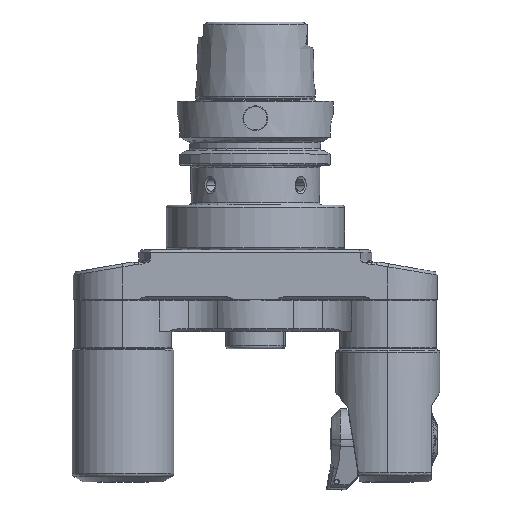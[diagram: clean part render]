
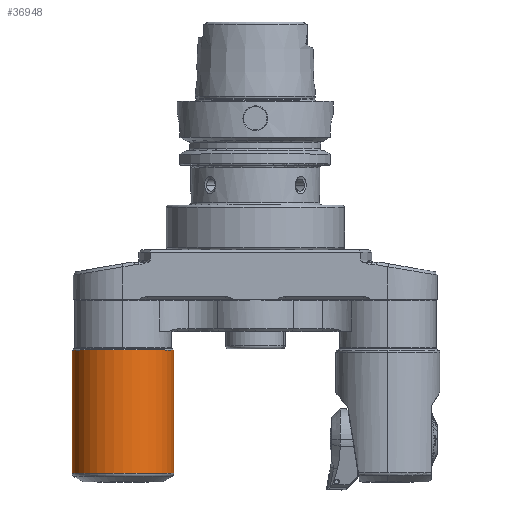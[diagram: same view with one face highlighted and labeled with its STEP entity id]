
A CAD part, top view. The second image highlights one B-rep face of the part: STEP entity #36948.
In plain terms, the highlighted cylindrical face has radius 20.5 mm (diameter 41 mm), a partial arc.
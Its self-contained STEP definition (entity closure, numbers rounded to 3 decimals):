
#1183 = VERTEX_POINT ( 'NONE', #44803 ) ;
#1820 = DIRECTION ( 'NONE',  ( -1., 0., 0. ) ) ;
#3504 = DIRECTION ( 'NONE',  ( -1., 0., 0. ) ) ;
#3543 = VERTEX_POINT ( 'NONE', #40121 ) ;
#5502 = CARTESIAN_POINT ( 'NONE',  ( 50.286, 0., 0. ) ) ;
#5798 = LINE ( 'NONE', #11618, #51119 ) ;
#9320 = EDGE_CURVE ( 'NONE', #3543, #11433, #54426, .T. ) ;
#9596 = DIRECTION ( 'NONE',  ( 0., 0., 1. ) ) ;
#9940 = ORIENTED_EDGE ( 'NONE', *, *, #47476, .F. ) ;
#11312 = AXIS2_PLACEMENT_3D ( 'NONE', #40022, #13783, #44447 ) ;
#11433 = VERTEX_POINT ( 'NONE', #50598 ) ;
#11618 = CARTESIAN_POINT ( 'NONE',  ( -24., 0., 20.5 ) ) ;
#12218 = CIRCLE ( 'NONE', #11312, 20.5 ) ;
#13783 = DIRECTION ( 'NONE',  ( -1., 0., 0. ) ) ;
#15007 = FACE_OUTER_BOUND ( 'NONE', #23921, .T. ) ;
#15404 = ORIENTED_EDGE ( 'NONE', *, *, #9320, .T. ) ;
#16468 = DIRECTION ( 'NONE',  ( -1., 0., 0. ) ) ;
#20005 = EDGE_CURVE ( 'NONE', #11433, #25498, #5798, .T. ) ;
#21808 = ORIENTED_EDGE ( 'NONE', *, *, #20005, .T. ) ;
#22312 = LINE ( 'NONE', #28011, #33876 ) ;
#23921 = EDGE_LOOP ( 'NONE', ( #9940, #15404, #21808, #36767 ) ) ;
#25241 = DIRECTION ( 'NONE',  ( 0., 0., 1. ) ) ;
#25498 = VERTEX_POINT ( 'NONE', #30071 ) ;
#27337 = AXIS2_PLACEMENT_3D ( 'NONE', #51573, #16468, #25241 ) ;
#28011 = CARTESIAN_POINT ( 'NONE',  ( -24., 0., -20.5 ) ) ;
#30071 = CARTESIAN_POINT ( 'NONE',  ( 0.5, 0., 20.5 ) ) ;
#32962 = AXIS2_PLACEMENT_3D ( 'NONE', #5502, #3504, #9596 ) ;
#33876 = VECTOR ( 'NONE', #1820, 1000. ) ;
#36767 = ORIENTED_EDGE ( 'NONE', *, *, #40547, .F. ) ;
#36948 = ADVANCED_FACE ( 'NONE', ( #15007 ), #48652, .T. ) ;
#40022 = CARTESIAN_POINT ( 'NONE',  ( 0.5, 0., 0. ) ) ;
#40121 = CARTESIAN_POINT ( 'NONE',  ( 50.286, 0., -20.5 ) ) ;
#40547 = EDGE_CURVE ( 'NONE', #1183, #25498, #12218, .T. ) ;
#44447 = DIRECTION ( 'NONE',  ( 0., 0., 1. ) ) ;
#44803 = CARTESIAN_POINT ( 'NONE',  ( 0.5, 0., -20.5 ) ) ;
#46899 = DIRECTION ( 'NONE',  ( -1., 0., 0. ) ) ;
#47476 = EDGE_CURVE ( 'NONE', #3543, #1183, #22312, .T. ) ;
#48652 = CYLINDRICAL_SURFACE ( 'NONE', #27337, 20.5 ) ;
#50598 = CARTESIAN_POINT ( 'NONE',  ( 50.286, 0., 20.5 ) ) ;
#51119 = VECTOR ( 'NONE', #46899, 1000. ) ;
#51573 = CARTESIAN_POINT ( 'NONE',  ( -24., 0., 0. ) ) ;
#54426 = CIRCLE ( 'NONE', #32962, 20.5 ) ;
